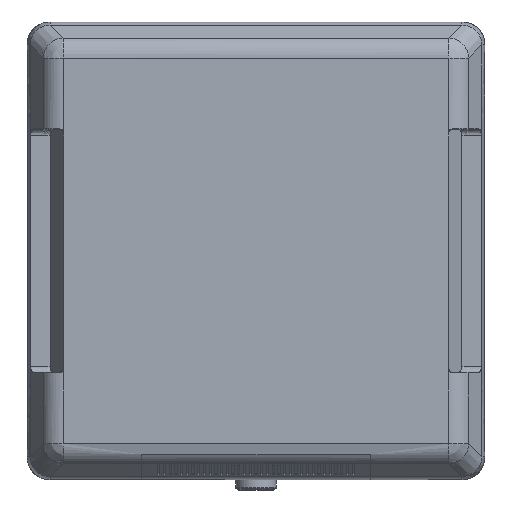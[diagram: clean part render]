
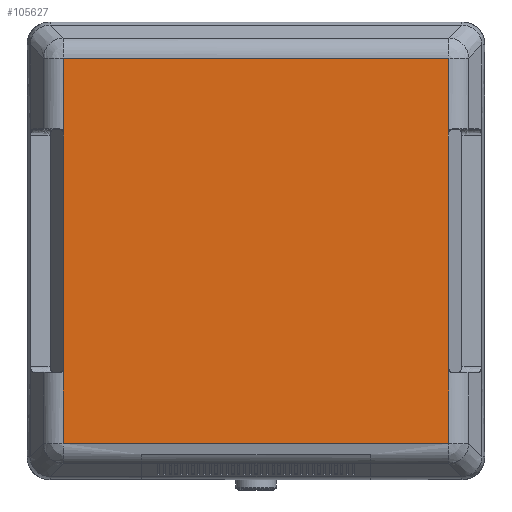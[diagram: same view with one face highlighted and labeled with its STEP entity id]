
A CAD part, front view. The second image highlights one B-rep face of the part: STEP entity #105627.
In plain terms, the highlighted free-form (B-spline) face has degree [1, 1] with [2, 2] control points.
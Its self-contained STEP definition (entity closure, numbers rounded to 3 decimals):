
#103863 = VERTEX_POINT('',#103864);
#103864 = CARTESIAN_POINT('',(141.962,0.,88.321));
#103897 = VERTEX_POINT('',#103898);
#103898 = CARTESIAN_POINT('',(141.962,0.,141.962));
#103911 = EDGE_CURVE('',#103897,#103863,#103912,.T.);
#103912 = B_SPLINE_CURVE_WITH_KNOTS('',1,(#103913,#103914),
  .UNSPECIFIED.,.F.,.F.,(2,2),(-168.453,-104.803),
  .PIECEWISE_BEZIER_KNOTS.);
#103913 = CARTESIAN_POINT('',(141.962,0.,141.962));
#103914 = CARTESIAN_POINT('',(141.962,0.,88.321));
#103981 = VERTEX_POINT('',#103982);
#103982 = CARTESIAN_POINT('',(-141.962,0.,88.321));
#103997 = EDGE_CURVE('',#103998,#103981,#104000,.T.);
#103998 = VERTEX_POINT('',#103999);
#103999 = CARTESIAN_POINT('',(-141.962,0.,141.962));
#104000 = B_SPLINE_CURVE_WITH_KNOTS('',1,(#104001,#104002),
  .UNSPECIFIED.,.F.,.F.,(2,2),(-168.453,-104.803),
  .PIECEWISE_BEZIER_KNOTS.);
#104001 = CARTESIAN_POINT('',(-141.962,0.,141.962));
#104002 = CARTESIAN_POINT('',(-141.962,0.,88.321));
#105170 = VERTEX_POINT('',#105171);
#105171 = CARTESIAN_POINT('',(-141.962,0.,-88.321));
#105204 = VERTEX_POINT('',#105205);
#105205 = CARTESIAN_POINT('',(-141.962,0.,-141.962));
#105218 = EDGE_CURVE('',#105170,#105204,#105219,.T.);
#105219 = B_SPLINE_CURVE_WITH_KNOTS('',1,(#105220,#105221),
  .UNSPECIFIED.,.F.,.F.,(2,2),(104.803,168.453),
  .PIECEWISE_BEZIER_KNOTS.);
#105220 = CARTESIAN_POINT('',(-141.962,0.,-88.321));
#105221 = CARTESIAN_POINT('',(-141.962,0.,-141.962));
#105235 = EDGE_CURVE('',#103998,#103897,#105236,.T.);
#105236 = B_SPLINE_CURVE_WITH_KNOTS('',1,(#105237,#105238),
  .UNSPECIFIED.,.F.,.F.,(2,2),(-168.453,168.453),
  .PIECEWISE_BEZIER_KNOTS.);
#105237 = CARTESIAN_POINT('',(-141.962,0.,141.962));
#105238 = CARTESIAN_POINT('',(141.962,0.,141.962));
#105269 = VERTEX_POINT('',#105270);
#105270 = CARTESIAN_POINT('',(141.962,0.,-88.321));
#105285 = EDGE_CURVE('',#105269,#105286,#105288,.T.);
#105286 = VERTEX_POINT('',#105287);
#105287 = CARTESIAN_POINT('',(141.962,0.,-141.962));
#105288 = B_SPLINE_CURVE_WITH_KNOTS('',1,(#105289,#105290),
  .UNSPECIFIED.,.F.,.F.,(2,2),(104.803,168.453),
  .PIECEWISE_BEZIER_KNOTS.);
#105289 = CARTESIAN_POINT('',(141.962,0.,-88.321));
#105290 = CARTESIAN_POINT('',(141.962,0.,-141.962));
#105627 = ADVANCED_FACE('',(#105628),#105682,.T.);
#105628 = FACE_BOUND('',#105629,.T.);
#105629 = EDGE_LOOP('',(#105630,#105631,#105639,#105646,#105652,#105653,
    #105654,#105655,#105663,#105670,#105676,#105677));
#105630 = ORIENTED_EDGE('',*,*,#105285,.F.);
#105631 = ORIENTED_EDGE('',*,*,#105632,.T.);
#105632 = EDGE_CURVE('',#105269,#105633,#105635,.T.);
#105633 = VERTEX_POINT('',#105634);
#105634 = CARTESIAN_POINT('',(141.54,0.,-86.802));
#105635 = ( BOUNDED_CURVE() B_SPLINE_CURVE(2,(#105636,#105637,#105638),
.UNSPECIFIED.,.F.,.F.) B_SPLINE_CURVE_WITH_KNOTS((3,3),(1.03,
1.571),.PIECEWISE_BEZIER_KNOTS.) CURVE() 
GEOMETRIC_REPRESENTATION_ITEM() RATIONAL_B_SPLINE_CURVE((1.,
0.964,1.)) REPRESENTATION_ITEM('') );
#105636 = CARTESIAN_POINT('',(141.962,0.,-88.321));
#105637 = CARTESIAN_POINT('',(141.54,0.,-87.62));
#105638 = CARTESIAN_POINT('',(141.54,0.,-86.802));
#105639 = ORIENTED_EDGE('',*,*,#105640,.T.);
#105640 = EDGE_CURVE('',#105633,#105641,#105643,.T.);
#105641 = VERTEX_POINT('',#105642);
#105642 = CARTESIAN_POINT('',(141.54,0.,86.802));
#105643 = B_SPLINE_CURVE_WITH_KNOTS('',1,(#105644,#105645),
  .UNSPECIFIED.,.F.,.F.,(2,2),(-103.,103.),.PIECEWISE_BEZIER_KNOTS.);
#105644 = CARTESIAN_POINT('',(141.54,0.,-86.802));
#105645 = CARTESIAN_POINT('',(141.54,0.,86.802));
#105646 = ORIENTED_EDGE('',*,*,#105647,.T.);
#105647 = EDGE_CURVE('',#105641,#103863,#105648,.T.);
#105648 = ( BOUNDED_CURVE() B_SPLINE_CURVE(2,(#105649,#105650,#105651),
.UNSPECIFIED.,.F.,.F.) B_SPLINE_CURVE_WITH_KNOTS((3,3),(1.571,
2.112),.PIECEWISE_BEZIER_KNOTS.) CURVE() 
GEOMETRIC_REPRESENTATION_ITEM() RATIONAL_B_SPLINE_CURVE((1.,
0.964,1.)) REPRESENTATION_ITEM('') );
#105649 = CARTESIAN_POINT('',(141.54,0.,86.802));
#105650 = CARTESIAN_POINT('',(141.54,0.,87.62));
#105651 = CARTESIAN_POINT('',(141.962,0.,88.321));
#105652 = ORIENTED_EDGE('',*,*,#103911,.F.);
#105653 = ORIENTED_EDGE('',*,*,#105235,.F.);
#105654 = ORIENTED_EDGE('',*,*,#103997,.T.);
#105655 = ORIENTED_EDGE('',*,*,#105656,.T.);
#105656 = EDGE_CURVE('',#103981,#105657,#105659,.T.);
#105657 = VERTEX_POINT('',#105658);
#105658 = CARTESIAN_POINT('',(-141.54,0.,86.802));
#105659 = ( BOUNDED_CURVE() B_SPLINE_CURVE(2,(#105660,#105661,#105662),
.UNSPECIFIED.,.F.,.F.) B_SPLINE_CURVE_WITH_KNOTS((3,3),(4.171,
4.712),.PIECEWISE_BEZIER_KNOTS.) CURVE() 
GEOMETRIC_REPRESENTATION_ITEM() RATIONAL_B_SPLINE_CURVE((1.,
0.964,1.)) REPRESENTATION_ITEM('') );
#105660 = CARTESIAN_POINT('',(-141.962,0.,88.321));
#105661 = CARTESIAN_POINT('',(-141.54,0.,87.62));
#105662 = CARTESIAN_POINT('',(-141.54,0.,86.802));
#105663 = ORIENTED_EDGE('',*,*,#105664,.T.);
#105664 = EDGE_CURVE('',#105657,#105665,#105667,.T.);
#105665 = VERTEX_POINT('',#105666);
#105666 = CARTESIAN_POINT('',(-141.54,0.,-86.802));
#105667 = B_SPLINE_CURVE_WITH_KNOTS('',1,(#105668,#105669),
  .UNSPECIFIED.,.F.,.F.,(2,2),(-206.,0.),.PIECEWISE_BEZIER_KNOTS.);
#105668 = CARTESIAN_POINT('',(-141.54,0.,86.802));
#105669 = CARTESIAN_POINT('',(-141.54,0.,-86.802));
#105670 = ORIENTED_EDGE('',*,*,#105671,.T.);
#105671 = EDGE_CURVE('',#105665,#105170,#105672,.T.);
#105672 = ( BOUNDED_CURVE() B_SPLINE_CURVE(2,(#105673,#105674,#105675),
.UNSPECIFIED.,.F.,.F.) B_SPLINE_CURVE_WITH_KNOTS((3,3),(4.712,
5.253),.PIECEWISE_BEZIER_KNOTS.) CURVE() 
GEOMETRIC_REPRESENTATION_ITEM() RATIONAL_B_SPLINE_CURVE((1.,
0.964,1.)) REPRESENTATION_ITEM('') );
#105673 = CARTESIAN_POINT('',(-141.54,0.,-86.802));
#105674 = CARTESIAN_POINT('',(-141.54,0.,-87.62));
#105675 = CARTESIAN_POINT('',(-141.962,0.,-88.321));
#105676 = ORIENTED_EDGE('',*,*,#105218,.T.);
#105677 = ORIENTED_EDGE('',*,*,#105678,.T.);
#105678 = EDGE_CURVE('',#105204,#105286,#105679,.T.);
#105679 = B_SPLINE_CURVE_WITH_KNOTS('',1,(#105680,#105681),
  .UNSPECIFIED.,.F.,.F.,(2,2),(-168.453,168.453),
  .PIECEWISE_BEZIER_KNOTS.);
#105680 = CARTESIAN_POINT('',(-141.962,0.,-141.962));
#105681 = CARTESIAN_POINT('',(141.962,0.,-141.962));
#105682 = B_SPLINE_SURFACE_WITH_KNOTS('',1,1,(
    (#105683,#105684)
    ,(#105685,#105686
    )),.UNSPECIFIED.,.F.,.F.,.F.,(2,2),(2,2),(-168.453,
    168.453),(-168.453,168.453),
  .PIECEWISE_BEZIER_KNOTS.);
#105683 = CARTESIAN_POINT('',(-141.962,0.,141.962));
#105684 = CARTESIAN_POINT('',(141.962,0.,141.962));
#105685 = CARTESIAN_POINT('',(-141.962,0.,-141.962));
#105686 = CARTESIAN_POINT('',(141.962,0.,-141.962));
